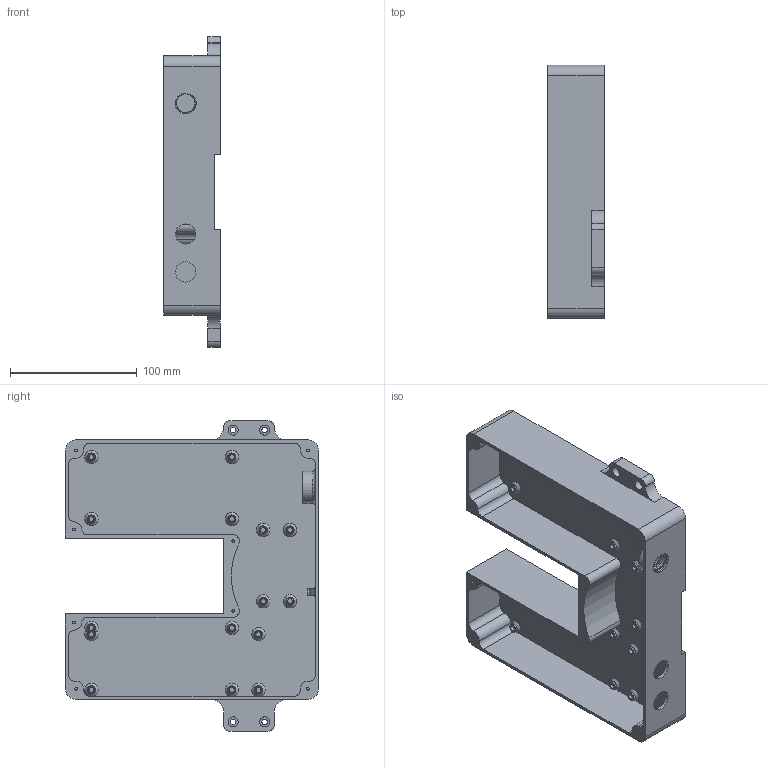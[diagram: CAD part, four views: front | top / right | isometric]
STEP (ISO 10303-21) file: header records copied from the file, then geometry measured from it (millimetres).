
FILE_DESCRIPTION(/* description */ (''),/* implementation_level */ '2;1');
FILE_NAME(/* name */ 'ElBox.step',/* time_stamp */ '2023-07-22T22:10:25+02:00',/* author */ (''),/* organization */ (''),/* preprocessor_version */ 'ST-DEVELOPER v19.2',/* originating_system */ 'Autodesk Translation Framework v12.6.0.85',/* authorisation */ '');
FILE_SCHEMA (('AUTOMOTIVE_DESIGN { 1 0 10303 214 3 1 1 }'));
Length unit declared in the file: millimetre
Products named in the file (1): Back box
Bounding box: 45 x 200 x 245.6 mm (x, y, z)
Volume: 466192.1 mm3; surface area: 158735 mm2
Topology: 1 solids, 1 shells, 320 faces, 733 edges, 454 vertices
Faces by surface type: bspline 122, cylinder 90, plane 77, cone 30, torus 1
Full cylindrical faces by diameter (mm): 2 x8, 3.9 x15, 4.5 x4, 6.5 x13, 8 x4, 14.8 x1, 16 x2
Entity records: 12246 total; most frequent: CARTESIAN_POINT 5784, ORIENTED_EDGE 1466, DIRECTION 1030, EDGE_CURVE 733, VERTEX_POINT 454, AXIS2_PLACEMENT_3D 408, EDGE_LOOP 373, FACE_OUTER_BOUND 320
